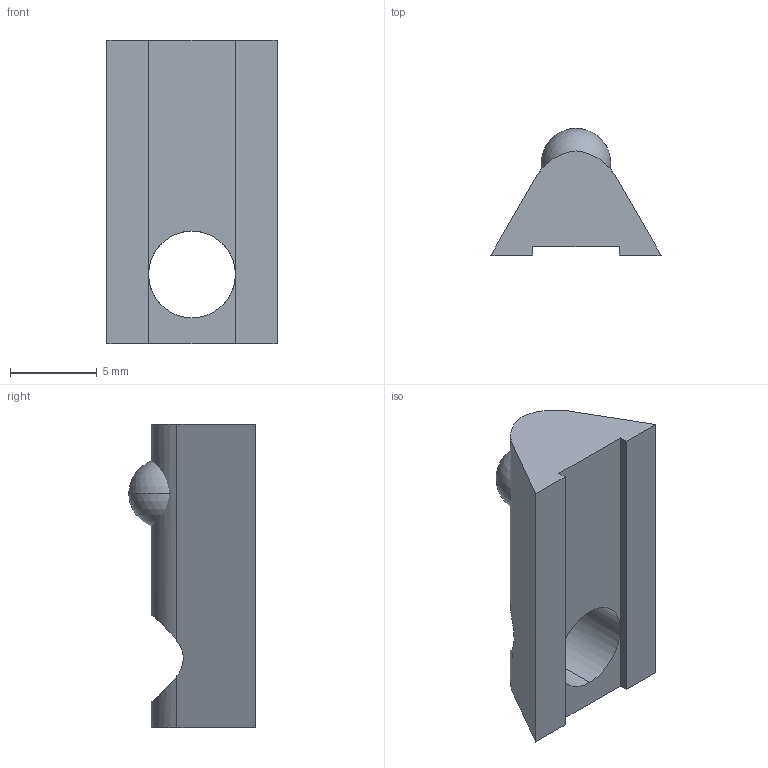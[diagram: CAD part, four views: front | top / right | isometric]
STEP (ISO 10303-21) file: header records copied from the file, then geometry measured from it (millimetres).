
FILE_DESCRIPTION (( 'STEP AP203' ), '1' );
FILE_NAME ('084.302.133.STEP', '2018-03-15T09:32:44', ( '' ), ( '' ), 'SwSTEP 2.0', 'SolidWorks 2016', '' );
FILE_SCHEMA (( 'CONFIG_CONTROL_DESIGN' ));
Length unit declared in the file: millimetre
Products named in the file (3): Dado a culla; 084.302.133; Sfera
Assembly tree (2 placements, depth 2):
  084.302.133
    Dado a culla
    Sfera
Bounding box: 9.8 x 7.3 x 17.5 mm (x, y, z)
Volume: 539.4 mm3; surface area: 619.4 mm2
Topology: 2 solids, 2 shells, 18 faces, 51 edges, 33 vertices
Faces by surface type: plane 10, cylinder 6, sphere 2
Entity records: 893 total; most frequent: CARTESIAN_POINT 153, DIRECTION 96, ORIENTED_EDGE 92, EDGE_CURVE 46, AXIS2_PLACEMENT_3D 33, VECTOR 30, VERTEX_POINT 30, LINE 30
